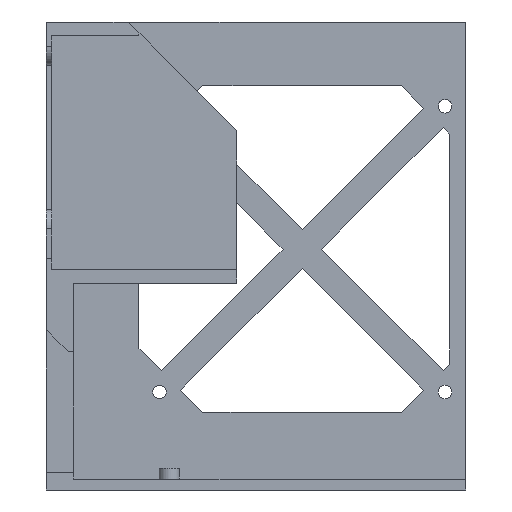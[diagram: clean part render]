
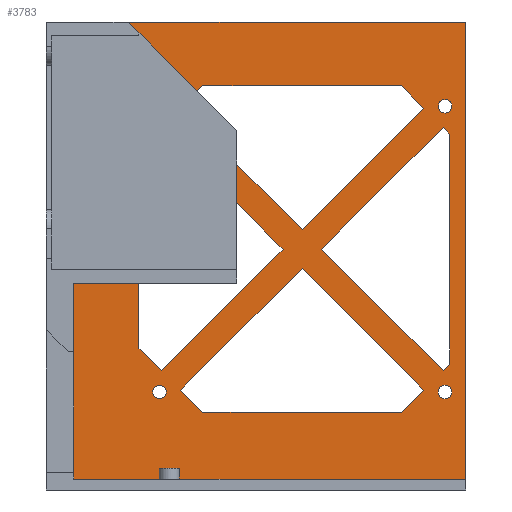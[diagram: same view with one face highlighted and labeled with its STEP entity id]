
A CAD part, front view. The second image highlights one B-rep face of the part: STEP entity #3783.
In plain terms, the highlighted planar face has unit normal (0, -1, 0).
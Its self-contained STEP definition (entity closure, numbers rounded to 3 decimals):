
#312=FACE_BOUND('',#794,.T.);
#313=FACE_BOUND('',#795,.T.);
#314=FACE_BOUND('',#796,.T.);
#315=FACE_BOUND('',#797,.T.);
#316=FACE_BOUND('',#798,.T.);
#317=FACE_BOUND('',#799,.T.);
#318=FACE_BOUND('',#800,.T.);
#319=FACE_BOUND('',#801,.T.);
#367=CIRCLE('',#3996,2.5);
#368=CIRCLE('',#3998,2.5);
#369=CIRCLE('',#4000,2.5);
#370=CIRCLE('',#4017,2.5);
#547=FACE_OUTER_BOUND('',#793,.T.);
#793=EDGE_LOOP('',(#3435,#3436,#3437,#3438));
#794=EDGE_LOOP('',(#3439));
#795=EDGE_LOOP('',(#3440));
#796=EDGE_LOOP('',(#3441));
#797=EDGE_LOOP('',(#3442,#3443,#3444,#3445,#3446));
#798=EDGE_LOOP('',(#3447,#3448,#3449,#3450,#3451));
#799=EDGE_LOOP('',(#3452,#3453,#3454,#3455,#3456));
#800=EDGE_LOOP('',(#3457));
#801=EDGE_LOOP('',(#3458,#3459,#3460,#3461,#3462));
#830=LINE('',#4991,#1267);
#867=LINE('',#5076,#1304);
#983=LINE('',#5331,#1420);
#1172=LINE('',#5744,#1609);
#1200=LINE('',#5831,#1637);
#1203=LINE('',#5836,#1640);
#1205=LINE('',#5840,#1642);
#1207=LINE('',#5844,#1644);
#1209=LINE('',#5847,#1646);
#1210=LINE('',#5851,#1647);
#1213=LINE('',#5856,#1650);
#1215=LINE('',#5860,#1652);
#1217=LINE('',#5864,#1654);
#1219=LINE('',#5867,#1656);
#1220=LINE('',#5871,#1657);
#1223=LINE('',#5876,#1660);
#1225=LINE('',#5880,#1662);
#1227=LINE('',#5884,#1664);
#1229=LINE('',#5887,#1666);
#1231=LINE('',#5895,#1668);
#1234=LINE('',#5900,#1671);
#1236=LINE('',#5904,#1673);
#1238=LINE('',#5908,#1675);
#1240=LINE('',#5911,#1677);
#1267=VECTOR('',#4071,10.);
#1304=VECTOR('',#4138,10.);
#1420=VECTOR('',#4286,10.);
#1609=VECTOR('',#4707,10.);
#1637=VECTOR('',#4823,10.);
#1640=VECTOR('',#4828,10.);
#1642=VECTOR('',#4832,10.);
#1644=VECTOR('',#4836,10.);
#1646=VECTOR('',#4840,10.);
#1647=VECTOR('',#4843,10.);
#1650=VECTOR('',#4848,10.);
#1652=VECTOR('',#4852,10.);
#1654=VECTOR('',#4856,10.);
#1656=VECTOR('',#4860,10.);
#1657=VECTOR('',#4863,10.);
#1660=VECTOR('',#4868,10.);
#1662=VECTOR('',#4872,10.);
#1664=VECTOR('',#4876,10.);
#1666=VECTOR('',#4880,10.);
#1668=VECTOR('',#4888,10.);
#1671=VECTOR('',#4893,10.);
#1673=VECTOR('',#4897,10.);
#1675=VECTOR('',#4901,10.);
#1677=VECTOR('',#4905,10.);
#1704=VERTEX_POINT('',#4988);
#1705=VERTEX_POINT('',#4990);
#1737=VERTEX_POINT('',#5073);
#1738=VERTEX_POINT('',#5075);
#1980=VERTEX_POINT('',#5817);
#1981=VERTEX_POINT('',#5821);
#1982=VERTEX_POINT('',#5825);
#1983=VERTEX_POINT('',#5829);
#1984=VERTEX_POINT('',#5830);
#1985=VERTEX_POINT('',#5835);
#1986=VERTEX_POINT('',#5839);
#1987=VERTEX_POINT('',#5843);
#1988=VERTEX_POINT('',#5849);
#1989=VERTEX_POINT('',#5850);
#1990=VERTEX_POINT('',#5855);
#1991=VERTEX_POINT('',#5859);
#1992=VERTEX_POINT('',#5863);
#1993=VERTEX_POINT('',#5869);
#1994=VERTEX_POINT('',#5870);
#1995=VERTEX_POINT('',#5875);
#1996=VERTEX_POINT('',#5879);
#1997=VERTEX_POINT('',#5883);
#1998=VERTEX_POINT('',#5889);
#1999=VERTEX_POINT('',#5893);
#2000=VERTEX_POINT('',#5894);
#2001=VERTEX_POINT('',#5899);
#2002=VERTEX_POINT('',#5903);
#2003=VERTEX_POINT('',#5907);
#2030=EDGE_CURVE('',#1704,#1705,#830,.T.);
#2073=EDGE_CURVE('',#1737,#1738,#867,.T.);
#2203=EDGE_CURVE('',#1705,#1737,#983,.T.);
#2410=EDGE_CURVE('',#1738,#1704,#1172,.T.);
#2444=EDGE_CURVE('',#1980,#1980,#367,.T.);
#2446=EDGE_CURVE('',#1981,#1981,#368,.T.);
#2448=EDGE_CURVE('',#1982,#1982,#369,.T.);
#2449=EDGE_CURVE('',#1983,#1984,#1200,.T.);
#2452=EDGE_CURVE('',#1984,#1985,#1203,.T.);
#2454=EDGE_CURVE('',#1986,#1983,#1205,.T.);
#2456=EDGE_CURVE('',#1985,#1987,#1207,.T.);
#2458=EDGE_CURVE('',#1987,#1986,#1209,.T.);
#2459=EDGE_CURVE('',#1988,#1989,#1210,.T.);
#2462=EDGE_CURVE('',#1989,#1990,#1213,.T.);
#2464=EDGE_CURVE('',#1991,#1988,#1215,.T.);
#2466=EDGE_CURVE('',#1990,#1992,#1217,.T.);
#2468=EDGE_CURVE('',#1992,#1991,#1219,.T.);
#2469=EDGE_CURVE('',#1993,#1994,#1220,.T.);
#2472=EDGE_CURVE('',#1994,#1995,#1223,.T.);
#2474=EDGE_CURVE('',#1996,#1993,#1225,.T.);
#2476=EDGE_CURVE('',#1995,#1997,#1227,.T.);
#2478=EDGE_CURVE('',#1997,#1996,#1229,.T.);
#2480=EDGE_CURVE('',#1998,#1998,#370,.T.);
#2481=EDGE_CURVE('',#1999,#2000,#1231,.T.);
#2484=EDGE_CURVE('',#2000,#2001,#1234,.T.);
#2486=EDGE_CURVE('',#2002,#1999,#1236,.T.);
#2488=EDGE_CURVE('',#2001,#2003,#1238,.T.);
#2490=EDGE_CURVE('',#2003,#2002,#1240,.T.);
#3435=ORIENTED_EDGE('',*,*,#2030,.F.);
#3436=ORIENTED_EDGE('',*,*,#2410,.F.);
#3437=ORIENTED_EDGE('',*,*,#2073,.F.);
#3438=ORIENTED_EDGE('',*,*,#2203,.F.);
#3439=ORIENTED_EDGE('',*,*,#2444,.T.);
#3440=ORIENTED_EDGE('',*,*,#2446,.T.);
#3441=ORIENTED_EDGE('',*,*,#2448,.T.);
#3442=ORIENTED_EDGE('',*,*,#2458,.T.);
#3443=ORIENTED_EDGE('',*,*,#2454,.T.);
#3444=ORIENTED_EDGE('',*,*,#2449,.T.);
#3445=ORIENTED_EDGE('',*,*,#2452,.T.);
#3446=ORIENTED_EDGE('',*,*,#2456,.T.);
#3447=ORIENTED_EDGE('',*,*,#2468,.T.);
#3448=ORIENTED_EDGE('',*,*,#2464,.T.);
#3449=ORIENTED_EDGE('',*,*,#2459,.T.);
#3450=ORIENTED_EDGE('',*,*,#2462,.T.);
#3451=ORIENTED_EDGE('',*,*,#2466,.T.);
#3452=ORIENTED_EDGE('',*,*,#2478,.T.);
#3453=ORIENTED_EDGE('',*,*,#2474,.T.);
#3454=ORIENTED_EDGE('',*,*,#2469,.T.);
#3455=ORIENTED_EDGE('',*,*,#2472,.T.);
#3456=ORIENTED_EDGE('',*,*,#2476,.T.);
#3457=ORIENTED_EDGE('',*,*,#2480,.T.);
#3458=ORIENTED_EDGE('',*,*,#2490,.T.);
#3459=ORIENTED_EDGE('',*,*,#2486,.T.);
#3460=ORIENTED_EDGE('',*,*,#2481,.T.);
#3461=ORIENTED_EDGE('',*,*,#2484,.T.);
#3462=ORIENTED_EDGE('',*,*,#2488,.T.);
#3615=PLANE('',#4023);
#3783=ADVANCED_FACE('',(#547,#312,#313,#314,#315,#316,#317,#318,#319),#3615,
 .T.);
#3996=AXIS2_PLACEMENT_3D('',#5819,#4809,#4810);
#3998=AXIS2_PLACEMENT_3D('',#5823,#4814,#4815);
#4000=AXIS2_PLACEMENT_3D('',#5827,#4819,#4820);
#4017=AXIS2_PLACEMENT_3D('',#5891,#4884,#4885);
#4023=AXIS2_PLACEMENT_3D('',#5912,#4906,#4907);
#4071=DIRECTION('',(0.,0.,-1.));
#4138=DIRECTION('',(0.,0.,1.));
#4286=DIRECTION('',(-1.,0.,0.));
#4707=DIRECTION('',(1.,0.,0.));
#4809=DIRECTION('center_axis',(0.,1.,0.));
#4810=DIRECTION('ref_axis',(1.,0.,0.));
#4814=DIRECTION('center_axis',(0.,1.,0.));
#4815=DIRECTION('ref_axis',(1.,0.,0.));
#4819=DIRECTION('center_axis',(0.,1.,0.));
#4820=DIRECTION('ref_axis',(1.,0.,0.));
#4823=DIRECTION('',(0.707,0.,-0.707));
#4828=DIRECTION('',(-0.707,0.,-0.707));
#4832=DIRECTION('',(0.707,0.,0.707));
#4836=DIRECTION('',(-1.,0.,0.));
#4840=DIRECTION('',(-0.707,0.,0.707));
#4843=DIRECTION('',(0.707,0.,-0.707));
#4848=DIRECTION('',(0.,0.,-1.));
#4852=DIRECTION('',(0.707,0.,0.707));
#4856=DIRECTION('',(-0.707,0.,-0.707));
#4860=DIRECTION('',(-0.707,0.,0.707));
#4863=DIRECTION('',(1.,0.,0.));
#4868=DIRECTION('',(0.707,0.,-0.707));
#4872=DIRECTION('',(0.707,0.,0.707));
#4876=DIRECTION('',(-0.707,0.,-0.707));
#4880=DIRECTION('',(-0.707,0.,0.707));
#4884=DIRECTION('center_axis',(0.,1.,0.));
#4885=DIRECTION('ref_axis',(1.,0.,0.));
#4888=DIRECTION('',(0.707,0.,0.707));
#4893=DIRECTION('',(0.707,0.,-0.707));
#4897=DIRECTION('',(0.,0.,1.));
#4901=DIRECTION('',(-0.707,0.,-0.707));
#4905=DIRECTION('',(-0.707,0.,0.707));
#4906=DIRECTION('center_axis',(0.,-1.,0.));
#4907=DIRECTION('ref_axis',(1.,0.,0.));
#4988=CARTESIAN_POINT('',(131.732,353.49,168.));
#4990=CARTESIAN_POINT('',(131.732,353.49,0.));
#4991=CARTESIAN_POINT('',(131.732,353.49,-2.));
#5073=CARTESIAN_POINT('',(-12.268,353.49,0.));
#5075=CARTESIAN_POINT('',(-12.268,353.49,168.));
#5076=CARTESIAN_POINT('',(-12.268,353.49,0.));
#5331=CARTESIAN_POINT('',(62.732,353.49,0.));
#5744=CARTESIAN_POINT('',(-12.268,353.49,168.));
#5817=CARTESIAN_POINT('',(16.732,353.49,137.035));
#5819=CARTESIAN_POINT('Origin',(19.232,353.49,137.035));
#5821=CARTESIAN_POINT('',(16.732,353.49,32.035));
#5823=CARTESIAN_POINT('Origin',(19.232,353.49,32.035));
#5825=CARTESIAN_POINT('',(121.732,353.49,137.035));
#5827=CARTESIAN_POINT('Origin',(124.232,353.49,137.035));
#5829=CARTESIAN_POINT('',(71.732,353.49,77.464));
#5830=CARTESIAN_POINT('',(116.454,353.49,32.742));
#5831=CARTESIAN_POINT('',(92.459,353.49,56.737));
#5835=CARTESIAN_POINT('',(108.247,353.49,24.535));
#5836=CARTESIAN_POINT('',(71.984,353.49,-11.727));
#5839=CARTESIAN_POINT('',(27.01,353.49,32.742));
#5840=CARTESIAN_POINT('',(31.366,353.49,37.098));
#5843=CARTESIAN_POINT('',(35.217,353.49,24.535));
#5844=CARTESIAN_POINT('',(11.474,353.49,24.535));
#5847=CARTESIAN_POINT('',(25.376,353.49,34.376));
#5849=CARTESIAN_POINT('',(123.517,353.49,129.25));
#5850=CARTESIAN_POINT('',(126.,353.49,126.767));
#5851=CARTESIAN_POINT('',(123.124,353.49,129.643));
#5855=CARTESIAN_POINT('',(126.,353.49,42.288));
#5856=CARTESIAN_POINT('',(126.,353.49,21.144));
#5859=CARTESIAN_POINT('',(78.803,353.49,84.535));
#5860=CARTESIAN_POINT('',(57.259,353.49,62.991));
#5863=CARTESIAN_POINT('',(123.525,353.49,39.813));
#5864=CARTESIAN_POINT('',(79.623,353.49,-4.088));
#5867=CARTESIAN_POINT('',(77.169,353.49,86.169));
#5869=CARTESIAN_POINT('',(35.217,353.49,144.535));
#5870=CARTESIAN_POINT('',(108.232,353.49,144.535));
#5871=CARTESIAN_POINT('',(47.982,353.49,144.535));
#5875=CARTESIAN_POINT('',(116.446,353.49,136.321));
#5876=CARTESIAN_POINT('',(118.348,353.49,134.419));
#5879=CARTESIAN_POINT('',(27.01,353.49,136.328));
#5880=CARTESIAN_POINT('',(-12.788,353.49,96.53));
#5883=CARTESIAN_POINT('',(71.732,353.49,91.606));
#5884=CARTESIAN_POINT('',(27.83,353.49,47.705));
#5887=CARTESIAN_POINT('',(51.272,353.49,112.066));
#5889=CARTESIAN_POINT('',(121.732,353.49,32.035));
#5891=CARTESIAN_POINT('Origin',(124.232,353.49,32.035));
#5893=CARTESIAN_POINT('',(11.732,353.49,121.05));
#5894=CARTESIAN_POINT('',(19.939,353.49,129.257));
#5895=CARTESIAN_POINT('',(-20.427,353.49,88.891));
#5899=CARTESIAN_POINT('',(64.661,353.49,84.535));
#5900=CARTESIAN_POINT('',(66.562,353.49,82.634));
#5903=CARTESIAN_POINT('',(11.732,353.49,48.02));
#5904=CARTESIAN_POINT('',(11.732,353.49,60.525));
#5907=CARTESIAN_POINT('',(19.939,353.49,39.813));
#5908=CARTESIAN_POINT('',(1.934,353.49,21.808));
#5911=CARTESIAN_POINT('',(17.737,353.49,42.015));
#5912=CARTESIAN_POINT('Origin',(-12.268,353.49,0.));
